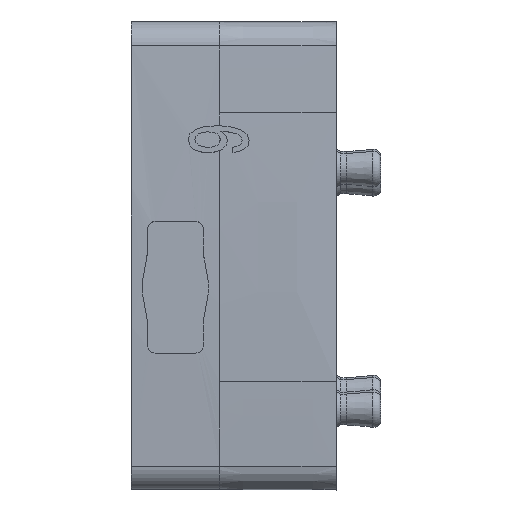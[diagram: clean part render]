
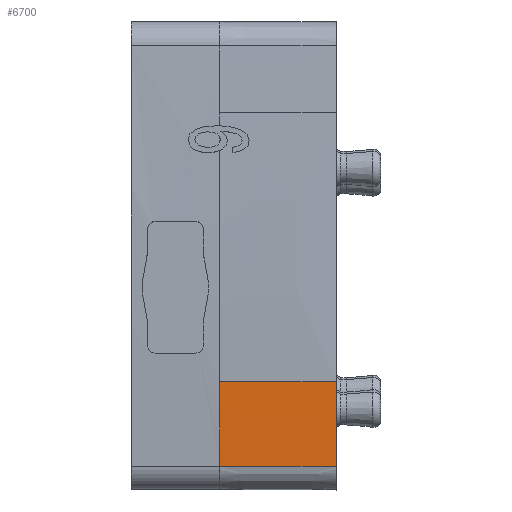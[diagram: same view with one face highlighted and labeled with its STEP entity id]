
A CAD part, top view. The second image highlights one B-rep face of the part: STEP entity #6700.
In plain terms, the highlighted face is a extrusion surface.
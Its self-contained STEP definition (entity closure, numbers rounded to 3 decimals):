
#4076=AXIS2_PLACEMENT_3D('Circle Axis2P3D',#4074,#4075,$) ;
#4071=CARTESIAN_POINT('Vertex',(3.5,0.943,51.705)) ;
#4074=CARTESIAN_POINT('Axis2P3D Location',(3.5,9.583,-100.55)) ;
#4078=CARTESIAN_POINT('Vertex',(3.5,4.27,51.857)) ;
#5266=CARTESIAN_POINT('Vertex',(8.1,4.27,51.857)) ;
#5270=CARTESIAN_POINT('Control Point',(8.1,0.943,51.705)) ;
#5271=CARTESIAN_POINT('Control Point',(8.1,2.052,51.768)) ;
#5272=CARTESIAN_POINT('Control Point',(8.1,3.161,51.819)) ;
#5273=CARTESIAN_POINT('Control Point',(8.1,4.27,51.857)) ;
#5274=CARTESIAN_POINT('Vertex',(8.1,0.943,51.705)) ;
#6370=CARTESIAN_POINT('Line Origine',(4.3,4.27,51.857)) ;
#6680=CARTESIAN_POINT('Control Point',(3.5,0.943,51.705)) ;
#6681=CARTESIAN_POINT('Control Point',(3.5,1.608,51.743)) ;
#6682=CARTESIAN_POINT('Control Point',(3.5,2.273,51.777)) ;
#6683=CARTESIAN_POINT('Control Point',(3.5,2.939,51.807)) ;
#6684=CARTESIAN_POINT('Control Point',(3.5,3.604,51.834)) ;
#6685=CARTESIAN_POINT('Control Point',(3.5,4.27,51.857)) ;
#6689=CARTESIAN_POINT('Line Origine',(4.3,0.943,51.705)) ;
#4075=DIRECTION('Axis2P3D Direction',(1.,0.,0.)) ;
#6371=DIRECTION('Vector Direction',(1.,0.,0.)) ;
#6686=DIRECTION('Vector Direction',(1.,0.,0.)) ;
#6690=DIRECTION('Vector Direction',(1.,0.,0.)) ;
#6372=VECTOR('Line Direction',#6371,1.) ;
#6687=VECTOR('Extrusion Surface Vector',#6686,1.) ;
#6691=VECTOR('Line Direction',#6690,1.) ;
#6695=ORIENTED_EDGE('',*,*,#4080,.T.) ;
#6696=ORIENTED_EDGE('',*,*,#6693,.T.) ;
#6697=ORIENTED_EDGE('',*,*,#5276,.T.) ;
#6698=ORIENTED_EDGE('',*,*,#6374,.F.) ;
#6700=ADVANCED_FACE('MLD',(#6699),#6688,.F.) ;
#5269=B_SPLINE_CURVE_WITH_KNOTS('',3,(#5270,#5271,#5272,#5273),.UNSPECIFIED.,.F.,.U.,(4,4),(0.,4.709),.UNSPECIFIED.) ;
#6679=B_SPLINE_CURVE_WITH_KNOTS('',5,(#6680,#6681,#6682,#6683,#6684,#6685),.UNSPECIFIED.,.F.,.U.,(6,6),(0.,3.33),.UNSPECIFIED.) ;
#4077=CIRCLE('generated circle',#4076,152.5) ;
#4080=EDGE_CURVE('',#4079,#4072,#4077,.T.) ;
#5276=EDGE_CURVE('',#5275,#5267,#5269,.T.) ;
#6374=EDGE_CURVE('',#4079,#5267,#6373,.T.) ;
#6693=EDGE_CURVE('',#4072,#5275,#6692,.T.) ;
#6694=EDGE_LOOP('',(#6695,#6696,#6697,#6698)) ;
#6699=FACE_OUTER_BOUND('',#6694,.T.) ;
#6373=LINE('Line',#6370,#6372) ;
#6692=LINE('Line',#6689,#6691) ;
#6688=SURFACE_OF_LINEAR_EXTRUSION('generated tabulated cylinder',#6679,#6687) ;
#4072=VERTEX_POINT('',#4071) ;
#4079=VERTEX_POINT('',#4078) ;
#5267=VERTEX_POINT('',#5266) ;
#5275=VERTEX_POINT('',#5274) ;
